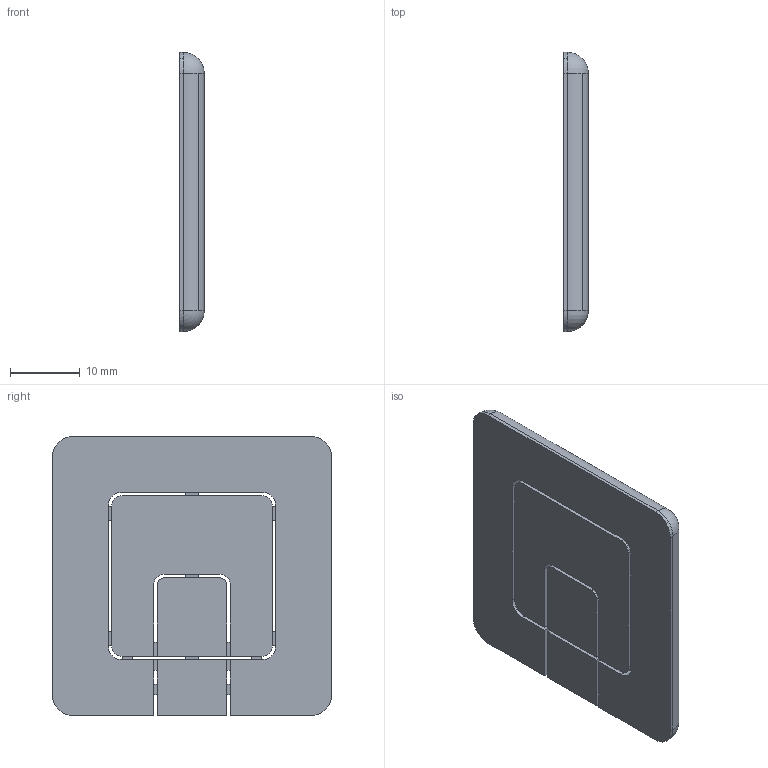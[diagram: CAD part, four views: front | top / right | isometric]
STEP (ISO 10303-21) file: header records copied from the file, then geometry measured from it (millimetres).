
FILE_DESCRIPTION (( 'STEP AP203' ), '1' );
FILE_NAME ('3_842_535_921_Bosch.step', '2024-06-10T11:00:24', ( '' ), ( '' ), 'SwSTEP 2.0', 'SolidWorks 2014', '' );
FILE_SCHEMA (( 'CONFIG_CONTROL_DESIGN' ));
Length unit declared in the file: millimetre
Products named in the file (1): 3_842_535_921_Bosch
Bounding box: 3.5 x 40 x 40 mm (x, y, z)
Volume: 5046.8 mm3; surface area: 4349.9 mm2
Topology: 1 solids, 1 shells, 118 faces, 360 edges, 228 vertices
Faces by surface type: plane 70, cylinder 44, sphere 4
Entity records: 4089 total; most frequent: ORIENTED_EDGE 712, CARTESIAN_POINT 703, DIRECTION 682, EDGE_CURVE 356, LINE 268, VECTOR 268, VERTEX_POINT 228, AXIS2_PLACEMENT_3D 207
